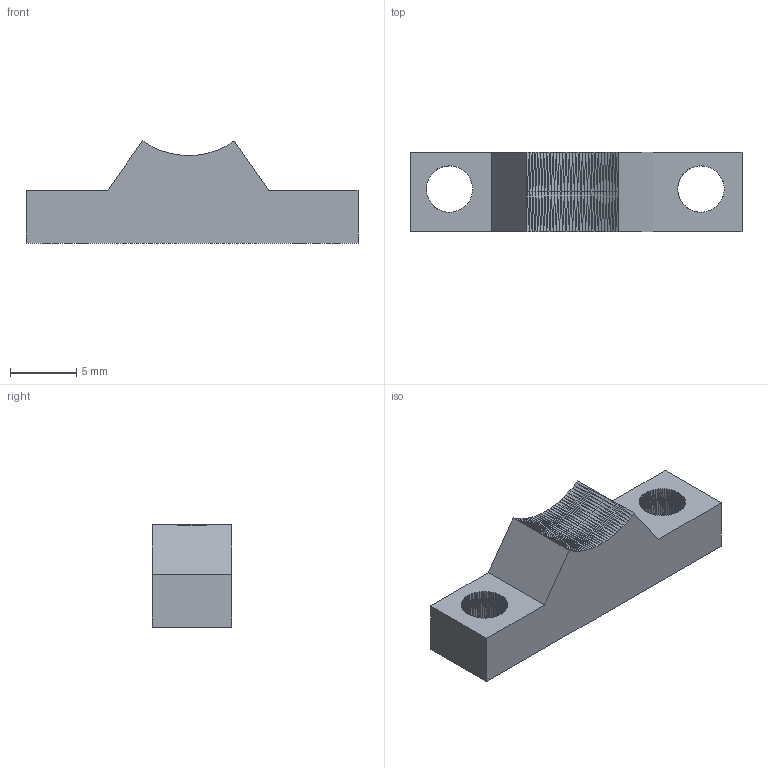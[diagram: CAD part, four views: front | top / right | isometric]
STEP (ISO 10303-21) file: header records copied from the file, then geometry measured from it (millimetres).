
FILE_DESCRIPTION(('FreeCAD Model'),'2;1');
FILE_NAME( 'E3DV6_Groove_Mount_retainer.step', '2020-07-04T23:30:56',('Author'),(''), 'Open CASCADE STEP processor 7.3','FreeCAD','Unknown');
FILE_SCHEMA(('AUTOMOTIVE_DESIGN { 1 0 10303 214 1 1 1 1 }'));
Length unit declared in the file: millimetre
Products named in the file (1): E3DV6_Groove_Mount_Retainer001_(Solid)001
Bounding box: 25.08 x 6 x 7.73 mm (x, y, z)
Volume: 707.5 mm3; surface area: 685.8 mm2
Topology: 1 solids, 1 shells, 773 faces, 1359 edges, 588 vertices
Faces by surface type: plane 773
Entity records: 33623 total; most frequent: CARTESIAN_POINT 6393, DIRECTION 4671, LINE 3123, VECTOR 3123, ORIENTED_EDGE 2718, PCURVE 2718, DEFINITIONAL_REPRESENTATION 2718, EDGE_CURVE 1359
